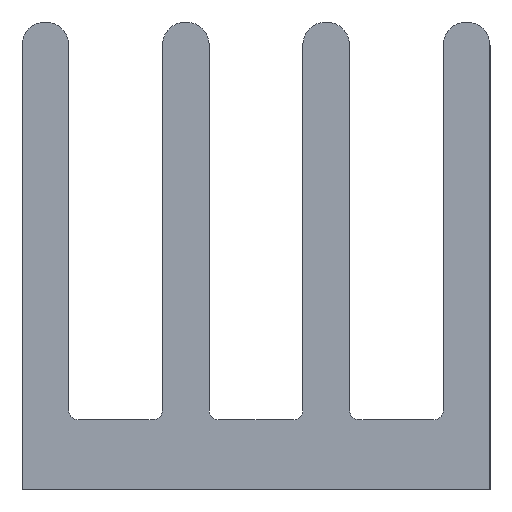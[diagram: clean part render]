
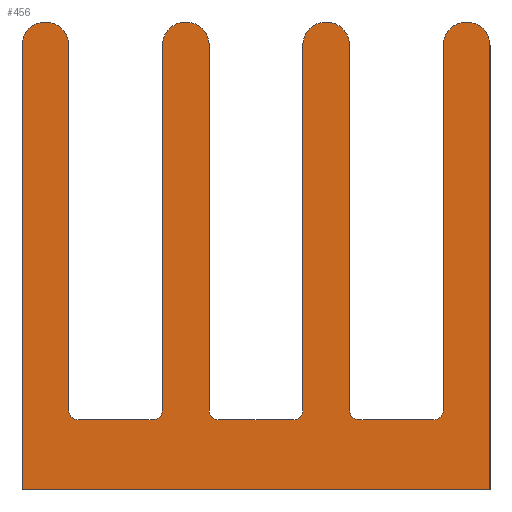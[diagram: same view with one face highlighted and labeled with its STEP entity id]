
A CAD part, left-side view. The second image highlights one B-rep face of the part: STEP entity #456.
In plain terms, the highlighted planar face has unit normal (-1, 0, 0).
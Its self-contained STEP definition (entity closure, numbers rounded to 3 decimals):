
#23=PLANE('',#511);
#44=FACE_OUTER_BOUND('',#68,.T.);
#68=EDGE_LOOP('',(#377,#378,#379,#380,#381,#382,#383,#384,#385,#386,#387,
#388,#389,#390,#391,#392,#393,#394,#395,#396,#397,#398));
#79=LINE('',#671,#125);
#84=LINE('',#686,#130);
#90=LINE('',#701,#136);
#94=LINE('',#713,#140);
#97=LINE('',#725,#143);
#103=LINE('',#740,#149);
#112=LINE('',#766,#158);
#113=LINE('',#769,#159);
#114=LINE('',#771,#160);
#115=LINE('',#773,#161);
#116=LINE('',#776,#162);
#117=LINE('',#779,#163);
#125=VECTOR('',#535,10.);
#130=VECTOR('',#548,10.);
#136=VECTOR('',#562,10.);
#140=VECTOR('',#574,10.);
#143=VECTOR('',#585,10.);
#149=VECTOR('',#599,10.);
#158=VECTOR('',#624,10.);
#159=VECTOR('',#627,10.);
#160=VECTOR('',#628,10.);
#161=VECTOR('',#629,10.);
#162=VECTOR('',#632,10.);
#163=VECTOR('',#635,10.);
#169=CIRCLE('',#480,0.2);
#171=CIRCLE('',#484,0.2);
#173=CIRCLE('',#488,0.2);
#175=CIRCLE('',#492,0.2);
#177=CIRCLE('',#496,0.2);
#179=CIRCLE('',#500,0.2);
#185=CIRCLE('',#509,0.5);
#186=CIRCLE('',#512,0.5);
#187=CIRCLE('',#513,0.5);
#188=CIRCLE('',#514,0.5);
#189=VERTEX_POINT('',#661);
#190=VERTEX_POINT('',#662);
#193=VERTEX_POINT('',#670);
#195=VERTEX_POINT('',#676);
#196=VERTEX_POINT('',#677);
#199=VERTEX_POINT('',#685);
#201=VERTEX_POINT('',#691);
#202=VERTEX_POINT('',#692);
#205=VERTEX_POINT('',#703);
#206=VERTEX_POINT('',#704);
#209=VERTEX_POINT('',#715);
#210=VERTEX_POINT('',#716);
#213=VERTEX_POINT('',#724);
#215=VERTEX_POINT('',#730);
#216=VERTEX_POINT('',#731);
#226=VERTEX_POINT('',#760);
#227=VERTEX_POINT('',#762);
#228=VERTEX_POINT('',#768);
#229=VERTEX_POINT('',#770);
#230=VERTEX_POINT('',#772);
#231=VERTEX_POINT('',#775);
#232=VERTEX_POINT('',#778);
#233=EDGE_CURVE('',#189,#190,#169,.T.);
#237=EDGE_CURVE('',#190,#193,#79,.T.);
#240=EDGE_CURVE('',#195,#196,#171,.T.);
#244=EDGE_CURVE('',#196,#199,#84,.T.);
#247=EDGE_CURVE('',#201,#202,#173,.T.);
#252=EDGE_CURVE('',#202,#189,#90,.T.);
#253=EDGE_CURVE('',#205,#206,#175,.T.);
#258=EDGE_CURVE('',#206,#195,#94,.T.);
#259=EDGE_CURVE('',#209,#210,#177,.T.);
#263=EDGE_CURVE('',#210,#213,#97,.T.);
#266=EDGE_CURVE('',#215,#216,#179,.T.);
#271=EDGE_CURVE('',#216,#209,#103,.T.);
#283=EDGE_CURVE('',#226,#227,#185,.T.);
#285=EDGE_CURVE('',#227,#215,#112,.T.);
#286=EDGE_CURVE('',#226,#228,#113,.T.);
#287=EDGE_CURVE('',#228,#229,#114,.T.);
#288=EDGE_CURVE('',#229,#230,#115,.T.);
#289=EDGE_CURVE('',#193,#230,#186,.T.);
#290=EDGE_CURVE('',#231,#201,#116,.T.);
#291=EDGE_CURVE('',#199,#231,#187,.T.);
#292=EDGE_CURVE('',#232,#205,#117,.T.);
#293=EDGE_CURVE('',#213,#232,#188,.T.);
#377=ORIENTED_EDGE('',*,*,#283,.F.);
#378=ORIENTED_EDGE('',*,*,#286,.T.);
#379=ORIENTED_EDGE('',*,*,#287,.T.);
#380=ORIENTED_EDGE('',*,*,#288,.T.);
#381=ORIENTED_EDGE('',*,*,#289,.F.);
#382=ORIENTED_EDGE('',*,*,#237,.F.);
#383=ORIENTED_EDGE('',*,*,#233,.F.);
#384=ORIENTED_EDGE('',*,*,#252,.F.);
#385=ORIENTED_EDGE('',*,*,#247,.F.);
#386=ORIENTED_EDGE('',*,*,#290,.F.);
#387=ORIENTED_EDGE('',*,*,#291,.F.);
#388=ORIENTED_EDGE('',*,*,#244,.F.);
#389=ORIENTED_EDGE('',*,*,#240,.F.);
#390=ORIENTED_EDGE('',*,*,#258,.F.);
#391=ORIENTED_EDGE('',*,*,#253,.F.);
#392=ORIENTED_EDGE('',*,*,#292,.F.);
#393=ORIENTED_EDGE('',*,*,#293,.F.);
#394=ORIENTED_EDGE('',*,*,#263,.F.);
#395=ORIENTED_EDGE('',*,*,#259,.F.);
#396=ORIENTED_EDGE('',*,*,#271,.F.);
#397=ORIENTED_EDGE('',*,*,#266,.F.);
#398=ORIENTED_EDGE('',*,*,#285,.F.);
#456=ADVANCED_FACE('',(#44),#23,.F.);
#480=AXIS2_PLACEMENT_3D('',#663,#527,#528);
#484=AXIS2_PLACEMENT_3D('',#678,#540,#541);
#488=AXIS2_PLACEMENT_3D('',#693,#553,#554);
#492=AXIS2_PLACEMENT_3D('',#705,#565,#566);
#496=AXIS2_PLACEMENT_3D('',#717,#577,#578);
#500=AXIS2_PLACEMENT_3D('',#732,#590,#591);
#509=AXIS2_PLACEMENT_3D('',#763,#619,#620);
#511=AXIS2_PLACEMENT_3D('',#767,#625,#626);
#512=AXIS2_PLACEMENT_3D('',#774,#630,#631);
#513=AXIS2_PLACEMENT_3D('',#777,#633,#634);
#514=AXIS2_PLACEMENT_3D('',#780,#636,#637);
#527=DIRECTION('center_axis',(-1.,0.,0.));
#528=DIRECTION('ref_axis',(0.,-0.707,-0.707));
#535=DIRECTION('',(0.,0.,1.));
#540=DIRECTION('center_axis',(-1.,0.,0.));
#541=DIRECTION('ref_axis',(0.,-0.707,-0.707));
#548=DIRECTION('',(0.,0.,1.));
#553=DIRECTION('center_axis',(-1.,0.,0.));
#554=DIRECTION('ref_axis',(0.,0.707,-0.707));
#562=DIRECTION('',(0.,-1.,0.));
#565=DIRECTION('center_axis',(-1.,0.,0.));
#566=DIRECTION('ref_axis',(0.,0.707,-0.707));
#574=DIRECTION('',(0.,-1.,0.));
#577=DIRECTION('center_axis',(-1.,0.,0.));
#578=DIRECTION('ref_axis',(0.,-0.707,-0.707));
#585=DIRECTION('',(0.,0.,1.));
#590=DIRECTION('center_axis',(-1.,0.,0.));
#591=DIRECTION('ref_axis',(0.,0.707,-0.707));
#599=DIRECTION('',(0.,-1.,0.));
#619=DIRECTION('center_axis',(1.,0.,0.));
#620=DIRECTION('ref_axis',(0.,0.707,0.707));
#624=DIRECTION('',(0.,0.,-1.));
#625=DIRECTION('center_axis',(1.,0.,0.));
#626=DIRECTION('ref_axis',(0.,1.,0.));
#627=DIRECTION('',(0.,0.,-1.));
#628=DIRECTION('',(0.,-1.,0.));
#629=DIRECTION('',(0.,0.,1.));
#630=DIRECTION('center_axis',(1.,0.,0.));
#631=DIRECTION('ref_axis',(0.,0.707,0.707));
#632=DIRECTION('',(0.,0.,-1.));
#633=DIRECTION('center_axis',(1.,0.,0.));
#634=DIRECTION('ref_axis',(0.,0.707,0.707));
#635=DIRECTION('',(0.,0.,-1.));
#636=DIRECTION('center_axis',(1.,0.,0.));
#637=DIRECTION('ref_axis',(0.,0.707,0.707));
#661=CARTESIAN_POINT('',(0.,-3.8,-3.5));
#662=CARTESIAN_POINT('',(0.,-4.,-3.3));
#663=CARTESIAN_POINT('Origin',(0.,-3.8,-3.3));
#670=CARTESIAN_POINT('',(0.,-4.,4.5));
#671=CARTESIAN_POINT('',(0.,-4.,-3.5));
#676=CARTESIAN_POINT('',(0.,-0.8,-3.5));
#677=CARTESIAN_POINT('',(0.,-1.,-3.3));
#678=CARTESIAN_POINT('Origin',(0.,-0.8,-3.3));
#685=CARTESIAN_POINT('',(0.,-1.,4.5));
#686=CARTESIAN_POINT('',(0.,-1.,-3.5));
#691=CARTESIAN_POINT('',(0.,-2.,-3.3));
#692=CARTESIAN_POINT('',(0.,-2.2,-3.5));
#693=CARTESIAN_POINT('Origin',(0.,-2.2,-3.3));
#701=CARTESIAN_POINT('',(0.,-2.,-3.5));
#703=CARTESIAN_POINT('',(0.,1.,-3.3));
#704=CARTESIAN_POINT('',(0.,0.8,-3.5));
#705=CARTESIAN_POINT('Origin',(0.,0.8,-3.3));
#713=CARTESIAN_POINT('',(0.,1.,-3.5));
#715=CARTESIAN_POINT('',(0.,2.2,-3.5));
#716=CARTESIAN_POINT('',(0.,2.,-3.3));
#717=CARTESIAN_POINT('Origin',(0.,2.2,-3.3));
#724=CARTESIAN_POINT('',(0.,2.,4.5));
#725=CARTESIAN_POINT('',(0.,2.,-3.5));
#730=CARTESIAN_POINT('',(0.,4.,-3.3));
#731=CARTESIAN_POINT('',(0.,3.8,-3.5));
#732=CARTESIAN_POINT('Origin',(0.,3.8,-3.3));
#740=CARTESIAN_POINT('',(0.,4.,-3.5));
#760=CARTESIAN_POINT('',(0.,5.,4.5));
#762=CARTESIAN_POINT('',(0.,4.,4.5));
#763=CARTESIAN_POINT('Origin',(0.,4.5,4.5));
#766=CARTESIAN_POINT('',(0.,4.,5.));
#767=CARTESIAN_POINT('Origin',(0.,0.,0.));
#768=CARTESIAN_POINT('',(0.,5.,-5.));
#769=CARTESIAN_POINT('',(0.,5.,5.));
#770=CARTESIAN_POINT('',(0.,-5.,-5.));
#771=CARTESIAN_POINT('',(0.,5.,-5.));
#772=CARTESIAN_POINT('',(0.,-5.,4.5));
#773=CARTESIAN_POINT('',(0.,-5.,-5.));
#774=CARTESIAN_POINT('Origin',(0.,-4.5,4.5));
#775=CARTESIAN_POINT('',(0.,-2.,4.5));
#776=CARTESIAN_POINT('',(0.,-2.,5.));
#777=CARTESIAN_POINT('Origin',(0.,-1.5,4.5));
#778=CARTESIAN_POINT('',(0.,1.,4.5));
#779=CARTESIAN_POINT('',(0.,1.,5.));
#780=CARTESIAN_POINT('Origin',(0.,1.5,4.5));
